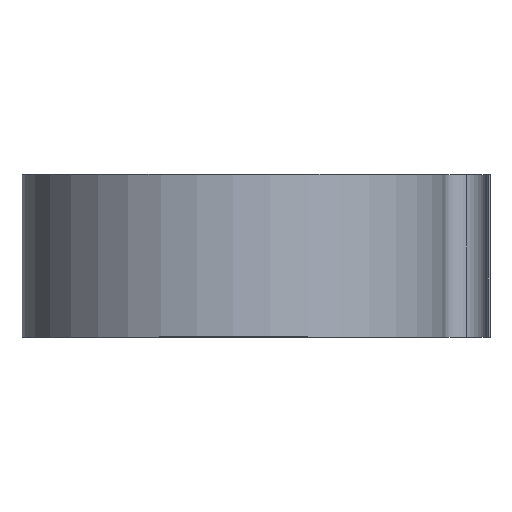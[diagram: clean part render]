
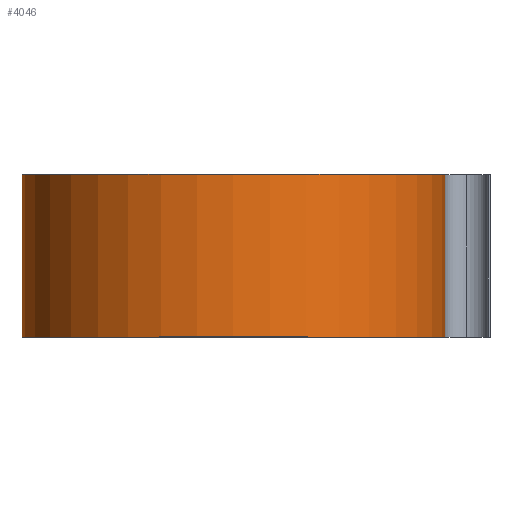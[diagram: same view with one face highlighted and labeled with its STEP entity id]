
A CAD part, top view. The second image highlights one B-rep face of the part: STEP entity #4046.
In plain terms, the highlighted cylindrical face has radius 19.5 mm (diameter 39 mm), a partial arc.
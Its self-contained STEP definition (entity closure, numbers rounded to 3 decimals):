
#281 = VERTEX_POINT ( 'NONE', #705 ) ;
#440 = DIRECTION ( 'NONE',  ( 0., -1., 0. ) ) ;
#639 = EDGE_CURVE ( 'NONE', #2921, #1070, #1475, .T. ) ;
#705 = CARTESIAN_POINT ( 'NONE',  ( -19.5, 0., 0. ) ) ;
#896 = ORIENTED_EDGE ( 'NONE', *, *, #3451, .T. ) ;
#903 = LINE ( 'NONE', #6606, #4141 ) ;
#1056 = EDGE_CURVE ( 'NONE', #1070, #3201, #3668, .T. ) ;
#1070 = VERTEX_POINT ( 'NONE', #4650 ) ;
#1098 = DIRECTION ( 'NONE',  ( 1., 0., 0. ) ) ;
#1120 = AXIS2_PLACEMENT_3D ( 'NONE', #6584, #3871, #5021 ) ;
#1326 = ORIENTED_EDGE ( 'NONE', *, *, #2689, .T. ) ;
#1475 = CIRCLE ( 'NONE', #2750, 19.5 ) ;
#1495 = AXIS2_PLACEMENT_3D ( 'NONE', #2566, #4665, #3580 ) ;
#1524 = CYLINDRICAL_SURFACE ( 'NONE', #1495, 19.5 ) ;
#1590 = FACE_OUTER_BOUND ( 'NONE', #2779, .T. ) ;
#1616 = CARTESIAN_POINT ( 'NONE',  ( 0., 15., 0. ) ) ;
#2022 = VECTOR ( 'NONE', #3089, 1000. ) ;
#2566 = CARTESIAN_POINT ( 'NONE',  ( 0., 15., 0. ) ) ;
#2689 = EDGE_CURVE ( 'NONE', #2921, #281, #903, .T. ) ;
#2750 = AXIS2_PLACEMENT_3D ( 'NONE', #1616, #3676, #1098 ) ;
#2779 = EDGE_LOOP ( 'NONE', ( #896, #5958, #3719, #1326 ) ) ;
#2921 = VERTEX_POINT ( 'NONE', #3771 ) ;
#3089 = DIRECTION ( 'NONE',  ( 0., -1., 0. ) ) ;
#3201 = VERTEX_POINT ( 'NONE', #3604 ) ;
#3451 = EDGE_CURVE ( 'NONE', #281, #3201, #5463, .T. ) ;
#3580 = DIRECTION ( 'NONE',  ( 0., 0., -1. ) ) ;
#3604 = CARTESIAN_POINT ( 'NONE',  ( 19.5, 0., 0. ) ) ;
#3668 = LINE ( 'NONE', #6256, #2022 ) ;
#3676 = DIRECTION ( 'NONE',  ( 0., 1., 0. ) ) ;
#3719 = ORIENTED_EDGE ( 'NONE', *, *, #639, .F. ) ;
#3771 = CARTESIAN_POINT ( 'NONE',  ( -19.5, 15., 0. ) ) ;
#3871 = DIRECTION ( 'NONE',  ( 0., 1., 0. ) ) ;
#4046 = ADVANCED_FACE ( 'NONE', ( #1590 ), #1524, .T. ) ;
#4141 = VECTOR ( 'NONE', #440, 1000. ) ;
#4650 = CARTESIAN_POINT ( 'NONE',  ( 19.5, 15., 0. ) ) ;
#4665 = DIRECTION ( 'NONE',  ( 0., -1., 0. ) ) ;
#5021 = DIRECTION ( 'NONE',  ( 1., 0., 0. ) ) ;
#5463 = CIRCLE ( 'NONE', #1120, 19.5 ) ;
#5958 = ORIENTED_EDGE ( 'NONE', *, *, #1056, .F. ) ;
#6256 = CARTESIAN_POINT ( 'NONE',  ( 19.5, 15., 0. ) ) ;
#6584 = CARTESIAN_POINT ( 'NONE',  ( 0., 0., 0. ) ) ;
#6606 = CARTESIAN_POINT ( 'NONE',  ( -19.5, 15., 0. ) ) ;
